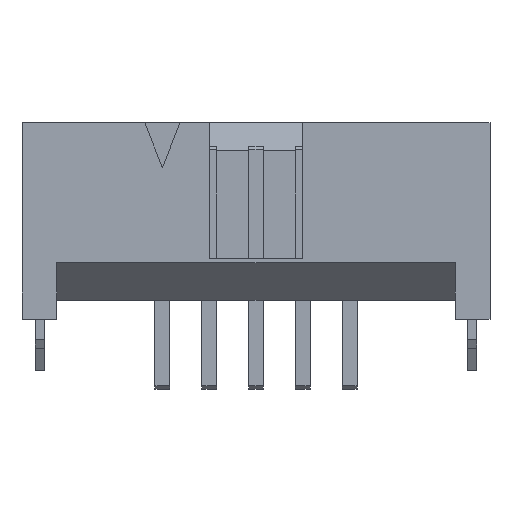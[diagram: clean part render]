
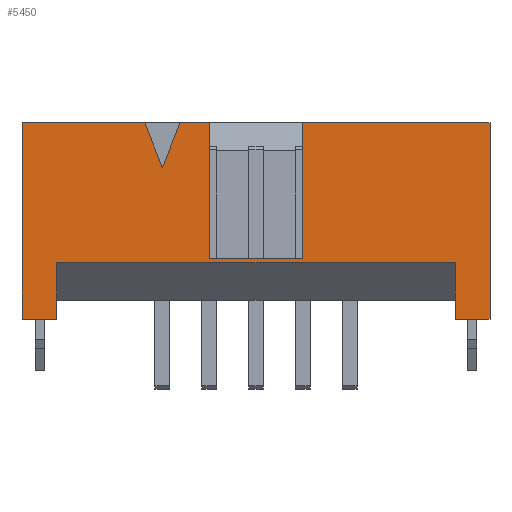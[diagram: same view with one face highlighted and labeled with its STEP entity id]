
A CAD part, top view. The second image highlights one B-rep face of the part: STEP entity #5450.
In plain terms, the highlighted planar face has unit normal (0, 0, 1).
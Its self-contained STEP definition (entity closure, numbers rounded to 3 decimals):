
#434=ORIENTED_EDGE('',*,*,#1405,.T.);
#435=ORIENTED_EDGE('',*,*,#1406,.T.);
#436=ORIENTED_EDGE('',*,*,#1407,.T.);
#437=ORIENTED_EDGE('',*,*,#1408,.T.);
#438=ORIENTED_EDGE('',*,*,#1409,.T.);
#439=ORIENTED_EDGE('',*,*,#1402,.T.);
#440=ORIENTED_EDGE('',*,*,#1381,.F.);
#441=ORIENTED_EDGE('',*,*,#1389,.F.);
#442=ORIENTED_EDGE('',*,*,#1386,.T.);
#443=ORIENTED_EDGE('',*,*,#1396,.T.);
#444=ORIENTED_EDGE('',*,*,#1394,.T.);
#445=ORIENTED_EDGE('',*,*,#1410,.T.);
#446=ORIENTED_EDGE('',*,*,#1363,.F.);
#447=ORIENTED_EDGE('',*,*,#1142,.F.);
#448=ORIENTED_EDGE('',*,*,#1368,.F.);
#1142=EDGE_CURVE('',#1702,#1703,#2074,.T.);
#1363=EDGE_CURVE('',#1703,#1882,#2295,.T.);
#1368=EDGE_CURVE('',#1885,#1702,#2300,.T.);
#1381=EDGE_CURVE('',#1893,#1890,#2313,.T.);
#1386=EDGE_CURVE('',#1897,#1896,#2318,.T.);
#1389=EDGE_CURVE('',#1897,#1893,#2321,.T.);
#1394=EDGE_CURVE('',#1901,#1900,#2326,.T.);
#1396=EDGE_CURVE('',#1896,#1901,#2328,.T.);
#1402=EDGE_CURVE('',#1904,#1890,#2334,.T.);
#1405=EDGE_CURVE('',#1885,#1905,#2337,.T.);
#1406=EDGE_CURVE('',#1905,#1906,#2338,.T.);
#1407=EDGE_CURVE('',#1906,#1907,#2339,.T.);
#1408=EDGE_CURVE('',#1907,#1908,#2340,.T.);
#1409=EDGE_CURVE('',#1908,#1904,#2341,.T.);
#1410=EDGE_CURVE('',#1900,#1882,#2342,.T.);
#1702=VERTEX_POINT('',#6813);
#1703=VERTEX_POINT('',#6815);
#1882=VERTEX_POINT('',#7265);
#1885=VERTEX_POINT('',#7273);
#1890=VERTEX_POINT('',#7291);
#1893=VERTEX_POINT('',#7298);
#1896=VERTEX_POINT('',#7307);
#1897=VERTEX_POINT('',#7309);
#1900=VERTEX_POINT('',#7323);
#1901=VERTEX_POINT('',#7325);
#1904=VERTEX_POINT('',#7337);
#1905=VERTEX_POINT('',#7346);
#1906=VERTEX_POINT('',#7348);
#1907=VERTEX_POINT('',#7350);
#1908=VERTEX_POINT('',#7352);
#2074=LINE('',#6814,#2634);
#2295=LINE('',#7264,#2855);
#2300=LINE('',#7274,#2860);
#2313=LINE('',#7299,#2873);
#2318=LINE('',#7308,#2878);
#2321=LINE('',#7314,#2881);
#2326=LINE('',#7324,#2886);
#2328=LINE('',#7328,#2888);
#2334=LINE('',#7339,#2894);
#2337=LINE('',#7345,#2897);
#2338=LINE('',#7347,#2898);
#2339=LINE('',#7349,#2899);
#2340=LINE('',#7351,#2900);
#2341=LINE('',#7353,#2901);
#2342=LINE('',#7354,#2902);
#2634=VECTOR('',#5823,1000.);
#2855=VECTOR('',#6144,1000.);
#2860=VECTOR('',#6151,1000.);
#2873=VECTOR('',#6172,1000.);
#2878=VECTOR('',#6179,1000.);
#2881=VECTOR('',#6186,1000.);
#2886=VECTOR('',#6195,1000.);
#2888=VECTOR('',#6199,1000.);
#2894=VECTOR('',#6209,1000.);
#2897=VECTOR('',#6218,1000.);
#2898=VECTOR('',#6219,1000.);
#2899=VECTOR('',#6220,1000.);
#2900=VECTOR('',#6221,1000.);
#2901=VECTOR('',#6222,1000.);
#2902=VECTOR('',#6223,1000.);
#3282=EDGE_LOOP('',(#434,#435,#436,#437,#438,#439,#440,#441,#442,#443,#444,
#445,#446,#447,#448));
#3520=FACE_BOUND('',#3282,.T.);
#3734=PLANE('',#5669);
#5450=ADVANCED_FACE('',(#3520),#3734,.T.);
#5669=AXIS2_PLACEMENT_3D('',#7344,#6216,#6217);
#5823=DIRECTION('',(1.,0.,0.));
#6144=DIRECTION('',(0.,1.,0.));
#6151=DIRECTION('',(0.,-1.,0.));
#6172=DIRECTION('',(0.,-1.,0.));
#6179=DIRECTION('',(0.,-1.,0.));
#6186=DIRECTION('',(-1.,0.,0.));
#6195=DIRECTION('',(0.,1.,0.));
#6199=DIRECTION('',(1.,0.,0.));
#6209=DIRECTION('',(1.,0.,0.));
#6216=DIRECTION('',(0.,0.,1.));
#6217=DIRECTION('',(1.,0.,0.));
#6218=DIRECTION('',(-1.,0.,0.));
#6219=DIRECTION('',(-0.368,-0.93,0.));
#6220=DIRECTION('',(-0.368,0.93,0.));
#6221=DIRECTION('',(-1.,0.,0.));
#6222=DIRECTION('',(0.,-1.,0.));
#6223=DIRECTION('',(-1.,0.,0.));
#6813=CARTESIAN_POINT('',(-1.27,1.651,2.54));
#6814=CARTESIAN_POINT('',(-1.27,1.651,2.54));
#6815=CARTESIAN_POINT('',(1.27,1.651,2.54));
#7264=CARTESIAN_POINT('',(1.27,1.651,2.54));
#7265=CARTESIAN_POINT('',(1.27,5.334,2.54));
#7273=CARTESIAN_POINT('',(-1.27,5.334,2.54));
#7274=CARTESIAN_POINT('',(-1.27,5.334,2.54));
#7291=CARTESIAN_POINT('',(-5.41,0.,2.54));
#7298=CARTESIAN_POINT('',(-5.41,1.524,2.54));
#7299=CARTESIAN_POINT('',(-5.41,1.524,2.54));
#7307=CARTESIAN_POINT('',(5.41,0.,2.54));
#7308=CARTESIAN_POINT('',(5.41,1.524,2.54));
#7309=CARTESIAN_POINT('',(5.41,1.524,2.54));
#7314=CARTESIAN_POINT('',(5.41,1.524,2.54));
#7323=CARTESIAN_POINT('',(6.35,5.334,2.54));
#7324=CARTESIAN_POINT('',(6.35,0.,2.54));
#7325=CARTESIAN_POINT('',(6.35,0.,2.54));
#7328=CARTESIAN_POINT('',(-6.35,0.,2.54));
#7337=CARTESIAN_POINT('',(-6.35,0.,2.54));
#7339=CARTESIAN_POINT('',(-6.35,0.,2.54));
#7344=CARTESIAN_POINT('',(0.,0.,2.54));
#7345=CARTESIAN_POINT('',(6.35,5.334,2.54));
#7346=CARTESIAN_POINT('',(-2.057,5.334,2.54));
#7347=CARTESIAN_POINT('',(-2.123,5.169,2.54));
#7348=CARTESIAN_POINT('',(-2.54,4.115,2.54));
#7349=CARTESIAN_POINT('',(-2.957,5.169,2.54));
#7350=CARTESIAN_POINT('',(-3.023,5.334,2.54));
#7351=CARTESIAN_POINT('',(6.35,5.334,2.54));
#7352=CARTESIAN_POINT('',(-6.35,5.334,2.54));
#7353=CARTESIAN_POINT('',(-6.35,5.334,2.54));
#7354=CARTESIAN_POINT('',(6.35,5.334,2.54));
